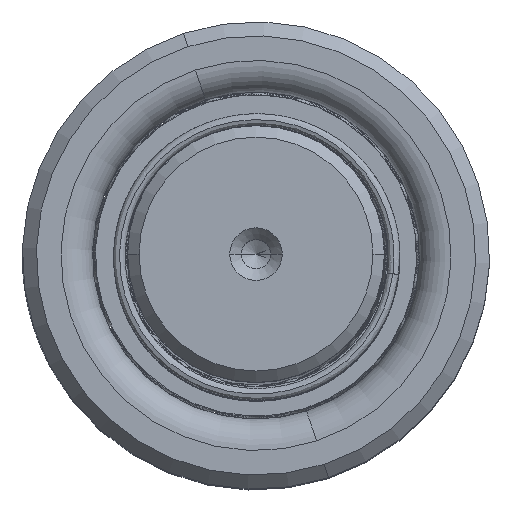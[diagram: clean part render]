
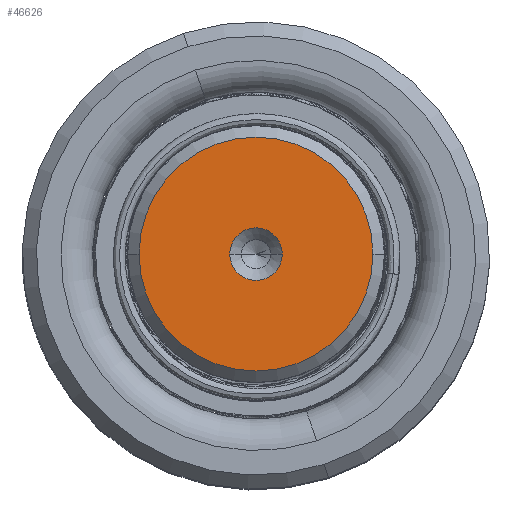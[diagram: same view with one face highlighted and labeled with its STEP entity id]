
A CAD part, top view. The second image highlights one B-rep face of the part: STEP entity #46626.
In plain terms, the highlighted planar face has unit normal (0, 0, 1).
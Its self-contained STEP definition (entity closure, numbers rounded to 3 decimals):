
#129 = CIRCLE ( 'NONE', #25754, 2.25 ) ;
#1193 = DIRECTION ( 'NONE',  ( 0., 0., 1. ) ) ;
#2063 = CARTESIAN_POINT ( 'NONE',  ( 0., 0., 120. ) ) ;
#2927 = CARTESIAN_POINT ( 'NONE',  ( 0., 0., 120. ) ) ;
#3103 = DIRECTION ( 'NONE',  ( 0., 0., 1. ) ) ;
#4717 = ORIENTED_EDGE ( 'NONE', *, *, #15925, .F. ) ;
#5050 = CARTESIAN_POINT ( 'NONE',  ( 0., 0., 120. ) ) ;
#6547 = ORIENTED_EDGE ( 'NONE', *, *, #36292, .T. ) ;
#6791 = PLANE ( 'NONE',  #47448 ) ;
#7173 = DIRECTION ( 'NONE',  ( 0., 0., 1. ) ) ;
#7316 = VERTEX_POINT ( 'NONE', #44262 ) ;
#9401 = EDGE_CURVE ( 'NONE', #39195, #14839, #129, .T. ) ;
#10551 = AXIS2_PLACEMENT_3D ( 'NONE', #2927, #3103, #38483 ) ;
#11355 = CARTESIAN_POINT ( 'NONE',  ( 0., 0., 120. ) ) ;
#12559 = ORIENTED_EDGE ( 'NONE', *, *, #9401, .F. ) ;
#13394 = CIRCLE ( 'NONE', #10551, 2.25 ) ;
#13521 = AXIS2_PLACEMENT_3D ( 'NONE', #11355, #7173, #18987 ) ;
#14839 = VERTEX_POINT ( 'NONE', #34470 ) ;
#15784 = CARTESIAN_POINT ( 'NONE',  ( 2.25, 0., 120. ) ) ;
#15925 = EDGE_CURVE ( 'NONE', #14839, #39195, #13394, .T. ) ;
#18515 = EDGE_LOOP ( 'NONE', ( #12559, #4717 ) ) ;
#18736 = CIRCLE ( 'NONE', #33115, 10.009 ) ;
#18987 = DIRECTION ( 'NONE',  ( 1., 0., 0. ) ) ;
#25754 = AXIS2_PLACEMENT_3D ( 'NONE', #5050, #1193, #48706 ) ;
#26557 = DIRECTION ( 'NONE',  ( 1., 0., 0. ) ) ;
#31810 = VERTEX_POINT ( 'NONE', #47120 ) ;
#33115 = AXIS2_PLACEMENT_3D ( 'NONE', #2063, #45786, #33990 ) ;
#33337 = EDGE_LOOP ( 'NONE', ( #35165, #6547 ) ) ;
#33990 = DIRECTION ( 'NONE',  ( 1., 0., 0. ) ) ;
#34001 = DIRECTION ( 'NONE',  ( 0., 0., 1. ) ) ;
#34470 = CARTESIAN_POINT ( 'NONE',  ( -2.25, 0., 120. ) ) ;
#35165 = ORIENTED_EDGE ( 'NONE', *, *, #35830, .T. ) ;
#35830 = EDGE_CURVE ( 'NONE', #31810, #7316, #41618, .T. ) ;
#36285 = FACE_OUTER_BOUND ( 'NONE', #33337, .T. ) ;
#36292 = EDGE_CURVE ( 'NONE', #7316, #31810, #18736, .T. ) ;
#37505 = FACE_BOUND ( 'NONE', #18515, .T. ) ;
#38311 = CARTESIAN_POINT ( 'NONE',  ( 0., 0., 120. ) ) ;
#38483 = DIRECTION ( 'NONE',  ( 1., 0., 0. ) ) ;
#39195 = VERTEX_POINT ( 'NONE', #15784 ) ;
#41618 = CIRCLE ( 'NONE', #13521, 10.009 ) ;
#44262 = CARTESIAN_POINT ( 'NONE',  ( 10.009, 0., 120. ) ) ;
#45786 = DIRECTION ( 'NONE',  ( 0., 0., 1. ) ) ;
#46626 = ADVANCED_FACE ( 'NONE', ( #37505, #36285 ), #6791, .T. ) ;
#47120 = CARTESIAN_POINT ( 'NONE',  ( -10.009, 0., 120. ) ) ;
#47448 = AXIS2_PLACEMENT_3D ( 'NONE', #38311, #34001, #26557 ) ;
#48706 = DIRECTION ( 'NONE',  ( 1., 0., 0. ) ) ;
